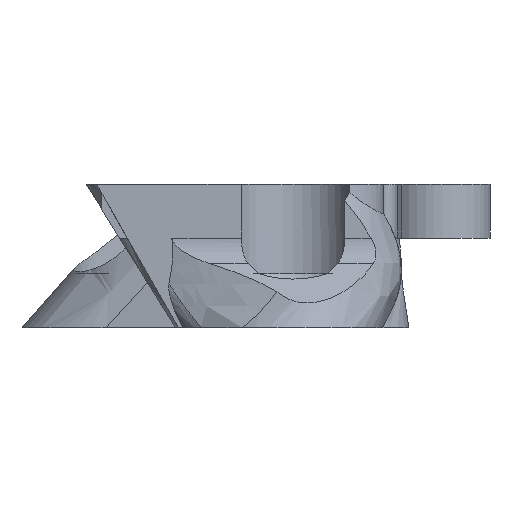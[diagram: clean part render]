
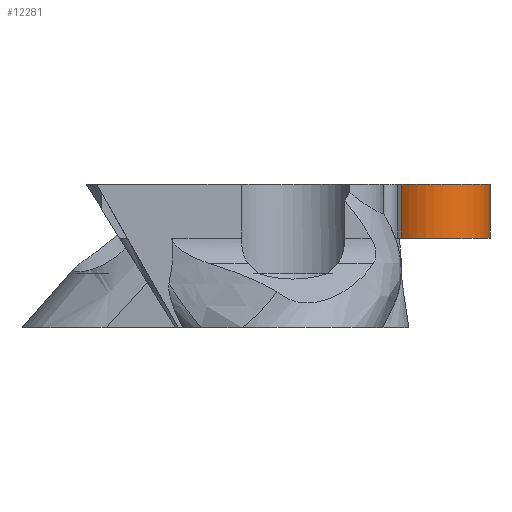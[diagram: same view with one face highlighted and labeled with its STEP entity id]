
A CAD part, left-side view. The second image highlights one B-rep face of the part: STEP entity #12281.
In plain terms, the highlighted cylindrical face has radius 3 mm (diameter 6 mm), a partial arc.
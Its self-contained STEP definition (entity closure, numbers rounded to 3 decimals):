
#43 = PLANE('',#44);
#44 = AXIS2_PLACEMENT_3D('',#45,#46,#47);
#45 = CARTESIAN_POINT('',(4.075,-54.999,34.));
#46 = DIRECTION('',(0.,0.,1.));
#47 = DIRECTION('',(0.,1.,0.));
#11409 = PLANE('',#11410);
#11410 = AXIS2_PLACEMENT_3D('',#11411,#11412,#11413);
#11411 = CARTESIAN_POINT('',(1.005,-54.962,31.));
#11412 = DIRECTION('',(0.,0.,1.));
#11413 = DIRECTION('',(0.,1.,0.));
#12149 = PLANE('',#12150);
#12150 = AXIS2_PLACEMENT_3D('',#12151,#12152,#12153);
#12151 = CARTESIAN_POINT('',(-12.809,-60.085,31.));
#12152 = DIRECTION('',(-0.77,0.638,0.));
#12153 = DIRECTION('',(0.638,0.77,0.));
#12209 = EDGE_CURVE('',#12210,#12212,#12214,.T.);
#12210 = VERTEX_POINT('',#12211);
#12211 = CARTESIAN_POINT('',(-12.809,-60.085,31.));
#12212 = VERTEX_POINT('',#12213);
#12213 = CARTESIAN_POINT('',(-12.809,-60.085,34.));
#12214 = SURFACE_CURVE('',#12215,(#12219,#12226),.PCURVE_S1.);
#12215 = LINE('',#12216,#12217);
#12216 = CARTESIAN_POINT('',(-12.809,-60.085,31.));
#12217 = VECTOR('',#12218,1.);
#12218 = DIRECTION('',(0.,0.,1.));
#12219 = PCURVE('',#12149,#12220);
#12220 = DEFINITIONAL_REPRESENTATION('',(#12221),#12225);
#12221 = LINE('',#12222,#12223);
#12222 = CARTESIAN_POINT('',(0.,0.));
#12223 = VECTOR('',#12224,1.);
#12224 = DIRECTION('',(0.,-1.));
#12225 = ( GEOMETRIC_REPRESENTATION_CONTEXT(2) 
PARAMETRIC_REPRESENTATION_CONTEXT() REPRESENTATION_CONTEXT('2D SPACE',''
  ) );
#12226 = PCURVE('',#12227,#12232);
#12227 = CYLINDRICAL_SURFACE('',#12228,3.);
#12228 = AXIS2_PLACEMENT_3D('',#12229,#12230,#12231);
#12229 = CARTESIAN_POINT('',(-10.5,-62.,31.));
#12230 = DIRECTION('',(-0.,-0.,-1.));
#12231 = DIRECTION('',(1.,0.,0.));
#12232 = DEFINITIONAL_REPRESENTATION('',(#12233),#12237);
#12233 = LINE('',#12234,#12235);
#12234 = CARTESIAN_POINT('',(-2.449,0.));
#12235 = VECTOR('',#12236,1.);
#12236 = DIRECTION('',(-0.,-1.));
#12237 = ( GEOMETRIC_REPRESENTATION_CONTEXT(2) 
PARAMETRIC_REPRESENTATION_CONTEXT() REPRESENTATION_CONTEXT('2D SPACE',''
  ) );
#12281 = ADVANCED_FACE('',(#12282),#12227,.T.);
#12282 = FACE_BOUND('',#12283,.F.);
#12283 = EDGE_LOOP('',(#12284,#12285,#12309,#12337));
#12284 = ORIENTED_EDGE('',*,*,#12209,.T.);
#12285 = ORIENTED_EDGE('',*,*,#12286,.T.);
#12286 = EDGE_CURVE('',#12212,#12287,#12289,.T.);
#12287 = VERTEX_POINT('',#12288);
#12288 = CARTESIAN_POINT('',(-9.917,-64.943,34.));
#12289 = SURFACE_CURVE('',#12290,(#12295,#12302),.PCURVE_S1.);
#12290 = CIRCLE('',#12291,3.);
#12291 = AXIS2_PLACEMENT_3D('',#12292,#12293,#12294);
#12292 = CARTESIAN_POINT('',(-10.5,-62.,34.));
#12293 = DIRECTION('',(0.,0.,1.));
#12294 = DIRECTION('',(1.,0.,0.));
#12295 = PCURVE('',#12227,#12296);
#12296 = DEFINITIONAL_REPRESENTATION('',(#12297),#12301);
#12297 = LINE('',#12298,#12299);
#12298 = CARTESIAN_POINT('',(-0.,-3.));
#12299 = VECTOR('',#12300,1.);
#12300 = DIRECTION('',(-1.,0.));
#12301 = ( GEOMETRIC_REPRESENTATION_CONTEXT(2) 
PARAMETRIC_REPRESENTATION_CONTEXT() REPRESENTATION_CONTEXT('2D SPACE',''
  ) );
#12302 = PCURVE('',#43,#12303);
#12303 = DEFINITIONAL_REPRESENTATION('',(#12304),#12308);
#12304 = CIRCLE('',#12305,3.);
#12305 = AXIS2_PLACEMENT_2D('',#12306,#12307);
#12306 = CARTESIAN_POINT('',(-7.001,14.575));
#12307 = DIRECTION('',(0.,-1.));
#12308 = ( GEOMETRIC_REPRESENTATION_CONTEXT(2) 
PARAMETRIC_REPRESENTATION_CONTEXT() REPRESENTATION_CONTEXT('2D SPACE',''
  ) );
#12309 = ORIENTED_EDGE('',*,*,#12310,.F.);
#12310 = EDGE_CURVE('',#12311,#12287,#12313,.T.);
#12311 = VERTEX_POINT('',#12312);
#12312 = CARTESIAN_POINT('',(-9.917,-64.943,31.));
#12313 = SURFACE_CURVE('',#12314,(#12318,#12325),.PCURVE_S1.);
#12314 = LINE('',#12315,#12316);
#12315 = CARTESIAN_POINT('',(-9.917,-64.943,31.));
#12316 = VECTOR('',#12317,1.);
#12317 = DIRECTION('',(0.,0.,1.));
#12318 = PCURVE('',#12227,#12319);
#12319 = DEFINITIONAL_REPRESENTATION('',(#12320),#12324);
#12320 = LINE('',#12321,#12322);
#12321 = CARTESIAN_POINT('',(-4.908,0.));
#12322 = VECTOR('',#12323,1.);
#12323 = DIRECTION('',(-0.,-1.));
#12324 = ( GEOMETRIC_REPRESENTATION_CONTEXT(2) 
PARAMETRIC_REPRESENTATION_CONTEXT() REPRESENTATION_CONTEXT('2D SPACE',''
  ) );
#12325 = PCURVE('',#12326,#12331);
#12326 = CYLINDRICAL_SURFACE('',#12327,51.);
#12327 = AXIS2_PLACEMENT_3D('',#12328,#12329,#12330);
#12328 = CARTESIAN_POINT('',(0.,-114.969,31.));
#12329 = DIRECTION('',(-0.,-0.,-1.));
#12330 = DIRECTION('',(1.,0.,0.));
#12331 = DEFINITIONAL_REPRESENTATION('',(#12332),#12336);
#12332 = LINE('',#12333,#12334);
#12333 = CARTESIAN_POINT('',(-1.766,0.));
#12334 = VECTOR('',#12335,1.);
#12335 = DIRECTION('',(-0.,-1.));
#12336 = ( GEOMETRIC_REPRESENTATION_CONTEXT(2) 
PARAMETRIC_REPRESENTATION_CONTEXT() REPRESENTATION_CONTEXT('2D SPACE',''
  ) );
#12337 = ORIENTED_EDGE('',*,*,#12338,.F.);
#12338 = EDGE_CURVE('',#12210,#12311,#12339,.T.);
#12339 = SURFACE_CURVE('',#12340,(#12345,#12352),.PCURVE_S1.);
#12340 = CIRCLE('',#12341,3.);
#12341 = AXIS2_PLACEMENT_3D('',#12342,#12343,#12344);
#12342 = CARTESIAN_POINT('',(-10.5,-62.,31.));
#12343 = DIRECTION('',(0.,0.,1.));
#12344 = DIRECTION('',(1.,0.,0.));
#12345 = PCURVE('',#12227,#12346);
#12346 = DEFINITIONAL_REPRESENTATION('',(#12347),#12351);
#12347 = LINE('',#12348,#12349);
#12348 = CARTESIAN_POINT('',(-0.,0.));
#12349 = VECTOR('',#12350,1.);
#12350 = DIRECTION('',(-1.,0.));
#12351 = ( GEOMETRIC_REPRESENTATION_CONTEXT(2) 
PARAMETRIC_REPRESENTATION_CONTEXT() REPRESENTATION_CONTEXT('2D SPACE',''
  ) );
#12352 = PCURVE('',#11409,#12353);
#12353 = DEFINITIONAL_REPRESENTATION('',(#12354),#12358);
#12354 = CIRCLE('',#12355,3.);
#12355 = AXIS2_PLACEMENT_2D('',#12356,#12357);
#12356 = CARTESIAN_POINT('',(-7.038,11.505));
#12357 = DIRECTION('',(0.,-1.));
#12358 = ( GEOMETRIC_REPRESENTATION_CONTEXT(2) 
PARAMETRIC_REPRESENTATION_CONTEXT() REPRESENTATION_CONTEXT('2D SPACE',''
  ) );
